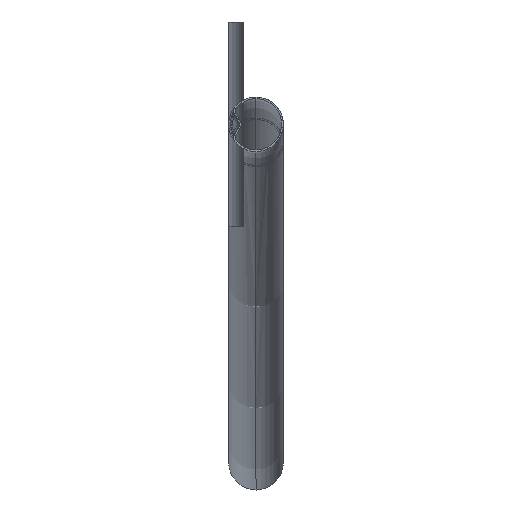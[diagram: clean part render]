
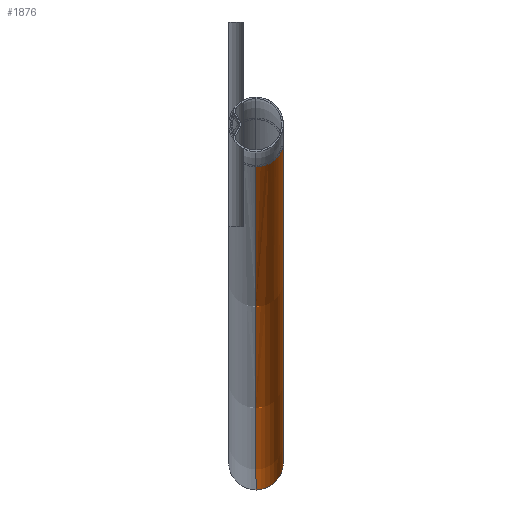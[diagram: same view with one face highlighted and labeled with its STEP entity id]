
A CAD part, left-side view. The second image highlights one B-rep face of the part: STEP entity #1876.
In plain terms, the highlighted toroidal (fillet/blend) face has major radius 1440.18 mm and minor radius 12.7 mm.
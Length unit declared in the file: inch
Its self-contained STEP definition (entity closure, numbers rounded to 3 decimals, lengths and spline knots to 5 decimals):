
#451=CARTESIAN_POINT('',(-0.00007,0.,0.8));
#452=DIRECTION('',(1.,0.,0.));
#453=DIRECTION('',(0.,0.,1.));
#454=AXIS2_PLACEMENT_3D('',#451,#452,#453);
#456=CARTESIAN_POINT('',(0.00774,0.,57.5));
#457=DIRECTION('',(0.,1.,0.));
#458=DIRECTION('',(0.,0.,-1.));
#459=AXIS2_PLACEMENT_3D('',#456,#457,#458);
#461=CARTESIAN_POINT('',(-25.34076,0.,6.22336));
#462=CARTESIAN_POINT('',(-25.34076,-0.05817,
6.22336));
#463=CARTESIAN_POINT('',(-25.33175,-0.17451,
6.24179));
#464=CARTESIAN_POINT('',(-25.29178,-0.32798,
6.32087));
#465=CARTESIAN_POINT('',(-25.23072,-0.44189,
6.44211));
#466=CARTESIAN_POINT('',(-25.15581,-0.50251,
6.59084));
#467=CARTESIAN_POINT('',(-25.07614,-0.50251,
6.74915));
#468=CARTESIAN_POINT('',(-25.00131,-0.44189,
6.89792));
#469=CARTESIAN_POINT('',(-24.94031,-0.32798,
7.0192));
#470=CARTESIAN_POINT('',(-24.9006,-0.17451,
7.0984));
#471=CARTESIAN_POINT('',(-24.8912,-0.05818,
7.11664));
#472=CARTESIAN_POINT('',(-24.8912,0.,7.11664));
#515=CARTESIAN_POINT('',(0.00774,0.,57.5));
#516=DIRECTION('',(0.,1.,0.));
#517=DIRECTION('',(0.,0.,-1.));
#518=AXIS2_PLACEMENT_3D('',#515,#516,#517);
#1111=CARTESIAN_POINT('',(-24.8912,0.,7.11664));
#1113=VERTEX_POINT('',#1111);
#1115=CARTESIAN_POINT('',(-25.34076,0.,6.22336));
#1117=VERTEX_POINT('',#1115);
#1251=CARTESIAN_POINT('',(0.,0.,0.3));
#1252=CARTESIAN_POINT('',(0.00014,0.,1.3));
#1253=VERTEX_POINT('',#1251);
#1254=VERTEX_POINT('',#1252);
#1862=CARTESIAN_POINT('',(0.00774,0.,57.5));
#1863=DIRECTION('',(0.,1.,0.));
#1864=DIRECTION('',(-0.444,0.,0.896));
#1865=AXIS2_PLACEMENT_3D('',#1862,#1863,#1864);
#1866=TOROIDAL_SURFACE('',#1865,56.7,0.5);
#1868=ORIENTED_EDGE('',*,*,#1867,.T.);
#1870=ORIENTED_EDGE('',*,*,#1869,.T.);
#1871=ORIENTED_EDGE('',*,*,#1852,.T.);
#1873=ORIENTED_EDGE('',*,*,#1872,.F.);
#1874=EDGE_LOOP('',(#1868,#1870,#1871,#1873));
#1875=FACE_OUTER_BOUND('',#1874,.F.);
#1876=ADVANCED_FACE('',(#1875),#1866,.T.);
#455=CIRCLE('',#454,0.5);
#460=CIRCLE('',#459,57.2);
#473=B_SPLINE_CURVE_WITH_KNOTS('',3,(#461,#462,#463,#464,#465,#466,#467,#468,
#469,#470,#471,#472),.UNSPECIFIED.,.F.,.F.,(4,1,1,1,1,1,1,1,1,4),(0.,
0.11111,0.22222,0.33333,0.44444,
0.55556,0.66667,0.77778,0.88889,1.),
.UNSPECIFIED.);
#519=CIRCLE('',#518,56.2);
#1852=EDGE_CURVE('',#1117,#1113,#473,.T.);
#1867=EDGE_CURVE('',#1254,#1253,#455,.T.);
#1869=EDGE_CURVE('',#1253,#1117,#460,.T.);
#1872=EDGE_CURVE('',#1254,#1113,#519,.T.);
